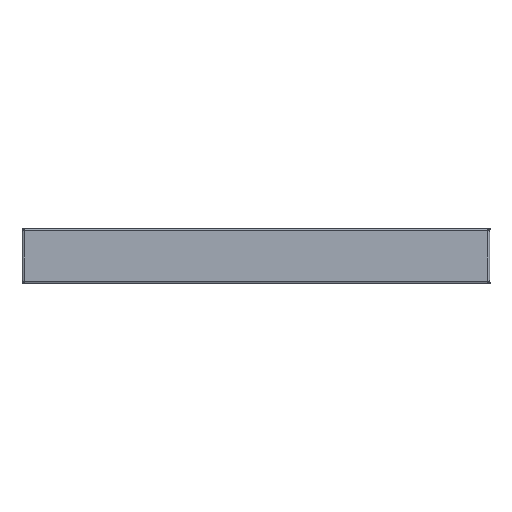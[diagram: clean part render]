
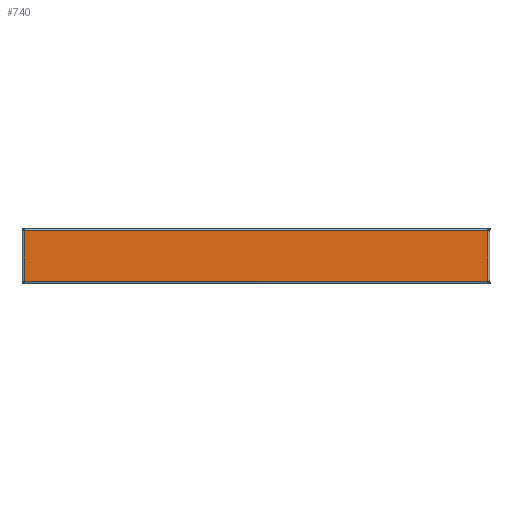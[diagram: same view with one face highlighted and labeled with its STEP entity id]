
A CAD part, top view. The second image highlights one B-rep face of the part: STEP entity #740.
In plain terms, the highlighted planar face has unit normal (0, 0, 1).
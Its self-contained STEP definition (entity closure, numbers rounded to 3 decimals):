
#42 = CARTESIAN_POINT ( 'NONE',  ( 839.815, 3., 0. ) ) ;
#88 = DIRECTION ( 'NONE',  ( 1., 0., 0. ) ) ;
#286 = EDGE_CURVE ( 'NONE', #424, #5086, #4143, .T. ) ;
#350 = VERTEX_POINT ( 'NONE', #3567 ) ;
#394 = CARTESIAN_POINT ( 'NONE',  ( 844., 96., 0. ) ) ;
#424 = VERTEX_POINT ( 'NONE', #2479 ) ;
#481 = EDGE_CURVE ( 'NONE', #1663, #4376, #2736, .T. ) ;
#550 = CARTESIAN_POINT ( 'NONE',  ( 842.2, 96.75, 0. ) ) ;
#589 = CARTESIAN_POINT ( 'NONE',  ( 0., 3., 0. ) ) ;
#617 = AXIS2_PLACEMENT_3D ( 'NONE', #550, #2134, #2546 ) ;
#618 = CARTESIAN_POINT ( 'NONE',  ( 4.185, 96., 0. ) ) ;
#678 = LINE ( 'NONE', #4286, #2440 ) ;
#679 = DIRECTION ( 'NONE',  ( 0., 0., -1. ) ) ;
#740 = ADVANCED_FACE ( 'NONE', ( #2965 ), #4624, .F. ) ;
#988 = EDGE_CURVE ( 'NONE', #3429, #1663, #3897, .T. ) ;
#1061 = VERTEX_POINT ( 'NONE', #3705 ) ;
#1068 = DIRECTION ( 'NONE',  ( 0., 0., -1. ) ) ;
#1214 = ORIENTED_EDGE ( 'NONE', *, *, #988, .T. ) ;
#1632 = CARTESIAN_POINT ( 'NONE',  ( 1.8, 2.25, 0. ) ) ;
#1663 = VERTEX_POINT ( 'NONE', #618 ) ;
#1699 = EDGE_CURVE ( 'NONE', #4376, #1061, #3363, .T. ) ;
#1701 = AXIS2_PLACEMENT_3D ( 'NONE', #1632, #3208, #3256 ) ;
#1844 = ORIENTED_EDGE ( 'NONE', *, *, #4608, .T. ) ;
#2019 = ORIENTED_EDGE ( 'NONE', *, *, #1699, .T. ) ;
#2134 = DIRECTION ( 'NONE',  ( 0., 0., -1. ) ) ;
#2159 = DIRECTION ( 'NONE',  ( -1., 0., 0. ) ) ;
#2172 = VECTOR ( 'NONE', #2727, 1000. ) ;
#2177 = DIRECTION ( 'NONE',  ( 1., 0., 0. ) ) ;
#2194 = CIRCLE ( 'NONE', #1701, 2.5 ) ;
#2440 = VECTOR ( 'NONE', #3895, 1000. ) ;
#2479 = CARTESIAN_POINT ( 'NONE',  ( 4.185, 3., 0. ) ) ;
#2546 = DIRECTION ( 'NONE',  ( -1., 0., 0. ) ) ;
#2629 = CARTESIAN_POINT ( 'NONE',  ( 3.7, 95.125, 0. ) ) ;
#2727 = DIRECTION ( 'NONE',  ( -1., 0., 0. ) ) ;
#2736 = CIRCLE ( 'NONE', #4478, 2.5 ) ;
#2794 = ORIENTED_EDGE ( 'NONE', *, *, #3805, .T. ) ;
#2875 = CARTESIAN_POINT ( 'NONE',  ( 1.8, 96.75, 0. ) ) ;
#2965 = FACE_OUTER_BOUND ( 'NONE', #2968, .T. ) ;
#2968 = EDGE_LOOP ( 'NONE', ( #3738, #1214, #3355, #2019, #3888, #3981, #1844, #2794 ) ) ;
#3070 = CARTESIAN_POINT ( 'NONE',  ( 842.2, 2.25, 0. ) ) ;
#3208 = DIRECTION ( 'NONE',  ( 0., 0., -1. ) ) ;
#3256 = DIRECTION ( 'NONE',  ( -1., 0., 0. ) ) ;
#3308 = AXIS2_PLACEMENT_3D ( 'NONE', #3450, #679, #2159 ) ;
#3310 = CARTESIAN_POINT ( 'NONE',  ( 3.7, 96., 0. ) ) ;
#3355 = ORIENTED_EDGE ( 'NONE', *, *, #481, .T. ) ;
#3363 = LINE ( 'NONE', #3310, #5075 ) ;
#3429 = VERTEX_POINT ( 'NONE', #3683 ) ;
#3450 = CARTESIAN_POINT ( 'NONE',  ( 0., 99., 0. ) ) ;
#3567 = CARTESIAN_POINT ( 'NONE',  ( 840.3, 3.875, 0. ) ) ;
#3683 = CARTESIAN_POINT ( 'NONE',  ( 839.815, 96., 0. ) ) ;
#3705 = CARTESIAN_POINT ( 'NONE',  ( 3.7, 3.875, 0. ) ) ;
#3729 = EDGE_CURVE ( 'NONE', #3770, #3429, #5100, .T. ) ;
#3738 = ORIENTED_EDGE ( 'NONE', *, *, #3729, .T. ) ;
#3770 = VERTEX_POINT ( 'NONE', #4991 ) ;
#3805 = EDGE_CURVE ( 'NONE', #350, #3770, #678, .T. ) ;
#3888 = ORIENTED_EDGE ( 'NONE', *, *, #3969, .T. ) ;
#3895 = DIRECTION ( 'NONE',  ( 0., 1., 0. ) ) ;
#3897 = LINE ( 'NONE', #394, #2172 ) ;
#3969 = EDGE_CURVE ( 'NONE', #1061, #424, #2194, .T. ) ;
#3981 = ORIENTED_EDGE ( 'NONE', *, *, #286, .T. ) ;
#3985 = DIRECTION ( 'NONE',  ( 0., 0., -1. ) ) ;
#4143 = LINE ( 'NONE', #589, #5057 ) ;
#4269 = CIRCLE ( 'NONE', #4859, 2.5 ) ;
#4286 = CARTESIAN_POINT ( 'NONE',  ( 840.3, 3., 0. ) ) ;
#4312 = DIRECTION ( 'NONE',  ( 1., 0., 0. ) ) ;
#4376 = VERTEX_POINT ( 'NONE', #2629 ) ;
#4478 = AXIS2_PLACEMENT_3D ( 'NONE', #2875, #3985, #88 ) ;
#4608 = EDGE_CURVE ( 'NONE', #5086, #350, #4269, .T. ) ;
#4624 = PLANE ( 'NONE',  #3308 ) ;
#4859 = AXIS2_PLACEMENT_3D ( 'NONE', #3070, #1068, #4312 ) ;
#4955 = DIRECTION ( 'NONE',  ( 0., -1., 0. ) ) ;
#4991 = CARTESIAN_POINT ( 'NONE',  ( 840.3, 95.125, 0. ) ) ;
#5057 = VECTOR ( 'NONE', #2177, 1000. ) ;
#5075 = VECTOR ( 'NONE', #4955, 1000. ) ;
#5086 = VERTEX_POINT ( 'NONE', #42 ) ;
#5100 = CIRCLE ( 'NONE', #617, 2.5 ) ;
